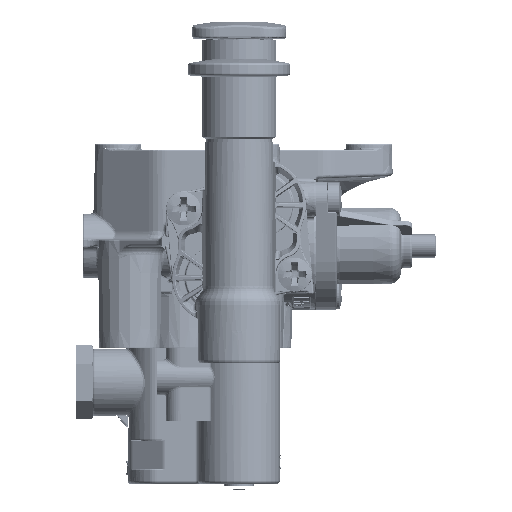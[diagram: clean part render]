
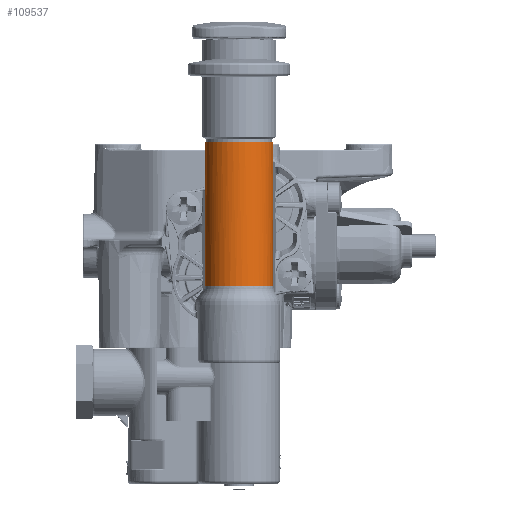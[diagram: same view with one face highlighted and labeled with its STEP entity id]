
A CAD part, left-side view. The second image highlights one B-rep face of the part: STEP entity #109537.
In plain terms, the highlighted cylindrical face has radius 11.75 mm (diameter 23.5 mm), a partial arc.
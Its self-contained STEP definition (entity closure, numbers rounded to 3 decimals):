
#13641=CARTESIAN_POINT('',(-60.,-11.75,
13.964));
#14129=CARTESIAN_POINT('',(-60.,11.75,
4.245));
#15764=CARTESIAN_POINT('',(-61.024,11.705,
4.022));
#15849=CARTESIAN_POINT('',(-60.,0.,20.5));
#15850=DIRECTION('',(0.,0.,1.));
#15851=DIRECTION('',(0.,1.,0.));
#15852=AXIS2_PLACEMENT_3D('',#15849,#15850,#15851);
#15854=DIRECTION('',(0.,0.,-1.));
#15855=VECTOR('',#15854,6.536);
#15856=CARTESIAN_POINT('',(-60.,-11.75,20.5));
#15857=LINE('',#15856,#15855);
#15858=CARTESIAN_POINT('',(-60.,-11.75,
13.964));
#15859=CARTESIAN_POINT('',(-60.113,-11.75,
13.94));
#15860=CARTESIAN_POINT('',(-60.339,-11.747,
13.892));
#15861=CARTESIAN_POINT('',(-60.682,-11.732,
13.816));
#15862=CARTESIAN_POINT('',(-60.91,-11.715,
13.765));
#15863=CARTESIAN_POINT('',(-61.024,-11.705,
13.739));
#15865=DIRECTION('',(0.,0.,1.));
#15866=VECTOR('',#15865,32.846);
#15867=CARTESIAN_POINT('',(-61.024,11.705,
-28.824));
#15868=LINE('',#15867,#15866);
#15869=CARTESIAN_POINT('',(-61.024,11.705,
4.022));
#15870=CARTESIAN_POINT('',(-60.684,11.735,
4.098));
#15871=CARTESIAN_POINT('',(-60.343,11.75,
4.173));
#15872=CARTESIAN_POINT('',(-60.,11.75,
4.245));
#15874=DIRECTION('',(0.,0.,1.));
#15875=VECTOR('',#15874,16.255);
#15876=CARTESIAN_POINT('',(-60.,11.75,
4.245));
#15877=LINE('',#15876,#15875);
#15878=DIRECTION('',(0.,0.,1.));
#15879=VECTOR('',#15878,42.563);
#15880=CARTESIAN_POINT('',(-61.024,-11.705,
-28.824));
#15881=LINE('',#15880,#15879);
#15882=CARTESIAN_POINT('',(-61.024,-11.705,
13.739));
#17083=CARTESIAN_POINT('',(-61.024,-11.705,
-28.824));
#17129=CARTESIAN_POINT('',(-60.,0.,-28.824));
#17130=DIRECTION('',(0.,0.,1.));
#17131=DIRECTION('',(-0.087,0.996,0.));
#17132=AXIS2_PLACEMENT_3D('',#17129,#17130,#17131);
#62114=VERTEX_POINT('',#13641);
#62116=VERTEX_POINT('',#15882);
#62190=VERTEX_POINT('',#15764);
#62192=VERTEX_POINT('',#14129);
#62193=CARTESIAN_POINT('',(-60.,-11.75,20.5));
#62194=VERTEX_POINT('',#62193);
#62199=CARTESIAN_POINT('',(-60.,11.75,20.5));
#62200=VERTEX_POINT('',#62199);
#62419=CARTESIAN_POINT('',(-61.024,11.705,
-28.824));
#62420=VERTEX_POINT('',#62419);
#62437=VERTEX_POINT('',#17083);
#109518=CARTESIAN_POINT('',(-60.,0.,21.486));
#109519=DIRECTION('',(0.,0.,-1.));
#109520=DIRECTION('',(0.,-1.,0.));
#109521=AXIS2_PLACEMENT_3D('',#109518,#109519,#109520);
#109522=CYLINDRICAL_SURFACE('',#109521,11.75);
#109524=ORIENTED_EDGE('',*,*,#109523,.T.);
#109525=ORIENTED_EDGE('',*,*,#101196,.T.);
#109527=ORIENTED_EDGE('',*,*,#109526,.T.);
#109529=ORIENTED_EDGE('',*,*,#109528,.F.);
#109531=ORIENTED_EDGE('',*,*,#109530,.F.);
#109532=ORIENTED_EDGE('',*,*,#109457,.T.);
#109533=ORIENTED_EDGE('',*,*,#101099,.T.);
#109534=ORIENTED_EDGE('',*,*,#101190,.T.);
#109535=EDGE_LOOP('',(#109524,#109525,#109527,#109529,#109531,#109532,#109533,
#109534));
#109536=FACE_OUTER_BOUND('',#109535,.F.);
#109537=ADVANCED_FACE('',(#109536),#109522,.T.);
#15853=CIRCLE('',#15852,11.75);
#15864=B_SPLINE_CURVE_WITH_KNOTS('',3,(#15858,#15859,#15860,#15861,#15862,
#15863),.UNSPECIFIED.,.F.,.F.,(4,1,1,4),(0.,0.333,
0.667,1.),.UNSPECIFIED.);
#15873=B_SPLINE_CURVE_WITH_KNOTS('',3,(#15869,#15870,#15871,#15872),
.UNSPECIFIED.,.F.,.F.,(4,4),(0.,1.),.UNSPECIFIED.);
#17133=CIRCLE('',#17132,11.75);
#101099=EDGE_CURVE('',#62190,#62192,#15873,.T.);
#101190=EDGE_CURVE('',#62192,#62200,#15877,.T.);
#101196=EDGE_CURVE('',#62194,#62114,#15857,.T.);
#109457=EDGE_CURVE('',#62420,#62190,#15868,.T.);
#109523=EDGE_CURVE('',#62200,#62194,#15853,.T.);
#109526=EDGE_CURVE('',#62114,#62116,#15864,.T.);
#109528=EDGE_CURVE('',#62437,#62116,#15881,.T.);
#109530=EDGE_CURVE('',#62420,#62437,#17133,.T.);
